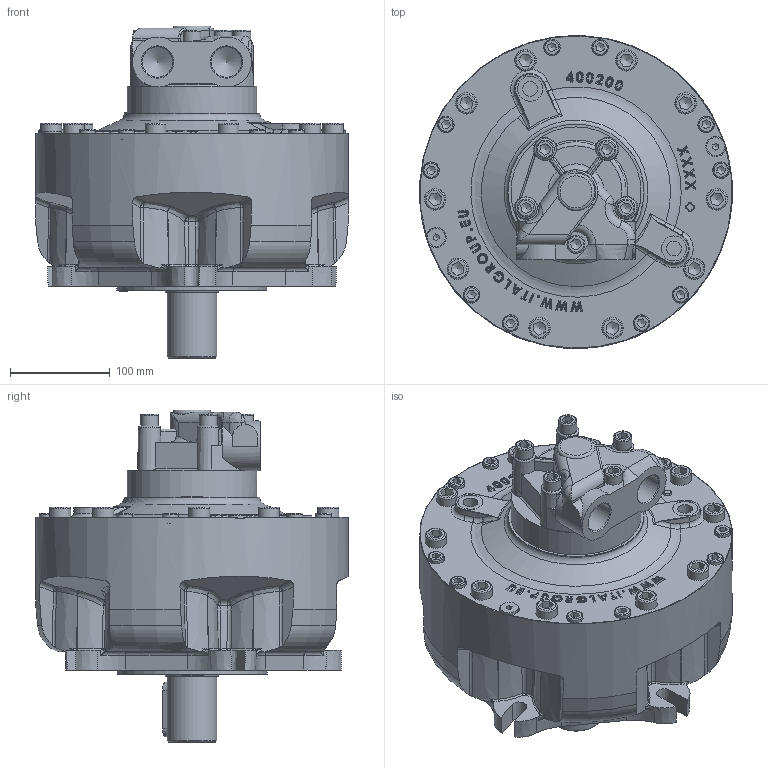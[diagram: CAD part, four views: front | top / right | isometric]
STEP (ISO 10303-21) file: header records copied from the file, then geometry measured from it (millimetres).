
FILE_DESCRIPTION((''),'2;1');
FILE_NAME('HC2 A2 D40.stp','2015-09-22T10:22:20',('Mirco'),(''),'Autodesk Inventor 2013','Autodesk Inventor 2013','');
FILE_SCHEMA(('AUTOMOTIVE_DESIGN { 1 0 10303 214 1 1 1 1 }'));
Length unit declared in the file: millimetre
Products named in the file (1): Parte43
Bounding box: 312.65 x 312.86 x 332 mm (x, y, z)
Volume: 11211530.3 mm3; surface area: 572418.5 mm2
Topology: 1 solids, 72 shells, 1801 faces, 4508 edges, 2912 vertices
Faces by surface type: plane 882, bspline 346, cylinder 249, cone 193, torus 127, sphere 4
Full cylindrical faces by diameter (mm): 3.15 x1, 5 x2, 6.647 x2, 8 x3, 8.376 x10, 10 x10, 10.106 x5, 10.5 x10, 11.445 x2, 11.835 x10, 12 x5, 12.5 x5, 13 x5, 14 x10, 14.5 x10, 14.95 x2, 16 x10, 16.5 x10, 17.294 x1, 18 x11, 19 x1, 21 x12, 21.5 x10, 25 x2, 30.291 x2, 50 x1, 55 x1, 60 x1, 68 x1, 80 x1
Entity records: 83058 total; most frequent: CARTESIAN_POINT 43833, ORIENTED_EDGE 7820, DIRECTION 6845, EDGE_CURVE 3910, VERTEX_POINT 2688, AXIS2_PLACEMENT_3D 2501, EDGE_LOOP 2292, VECTOR 1843
